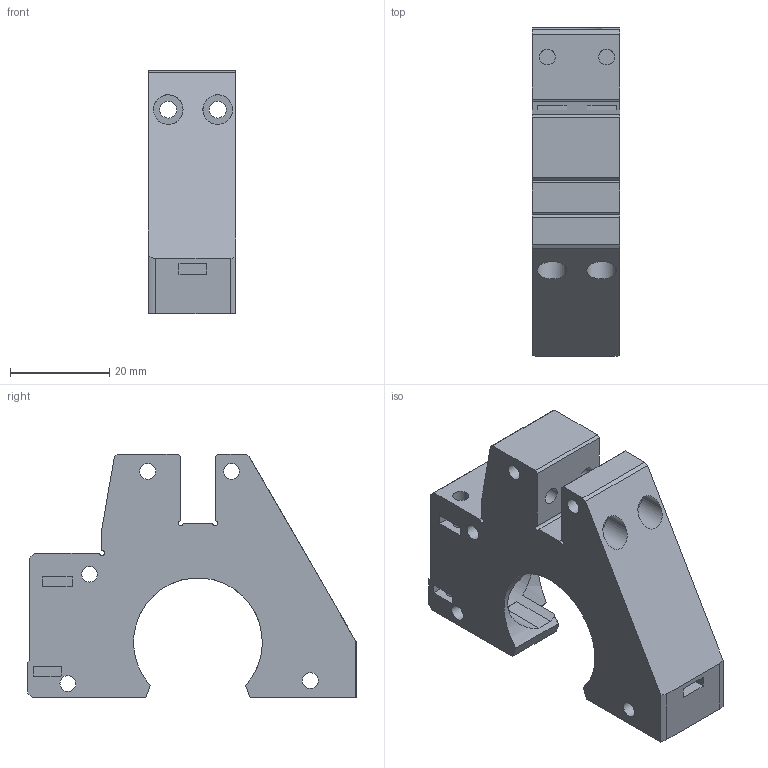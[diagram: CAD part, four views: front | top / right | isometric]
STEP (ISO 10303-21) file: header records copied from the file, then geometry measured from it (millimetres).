
FILE_DESCRIPTION(/* description */ (''),/* implementation_level */ '2;1');
FILE_NAME(/* name */ 'DiffCaseCentralPart.step',/* time_stamp */ '2024-05-09T13:56:24+02:00',/* author */ (''),/* organization */ (''),/* preprocessor_version */ 'ST-DEVELOPER v20',/* originating_system */ 'Autodesk Translation Framework v12.20.1.177',/* authorisation */ '');
FILE_SCHEMA (('AUTOMOTIVE_DESIGN { 1 0 10303 214 3 1 1 }'));
Length unit declared in the file: millimetre
Products named in the file (1): DiffCaseCentralPart
Bounding box: 17.69 x 66.4 x 49.25 mm (x, y, z)
Volume: 24957.4 mm3; surface area: 11705.7 mm2
Topology: 1 solids, 1 shells, 114 faces, 291 edges, 194 vertices
Faces by surface type: plane 78, cylinder 33, cone 3
Full cylindrical faces by diameter (mm): 3.2 x15, 3.4 x4, 6 x2, 9.6 x1, 10.2 x2, 16 x1
Entity records: 3586 total; most frequent: CARTESIAN_POINT 663, ORIENTED_EDGE 582, DIRECTION 579, EDGE_CURVE 291, LINE 209, VECTOR 209, VERTEX_POINT 194, AXIS2_PLACEMENT_3D 185
